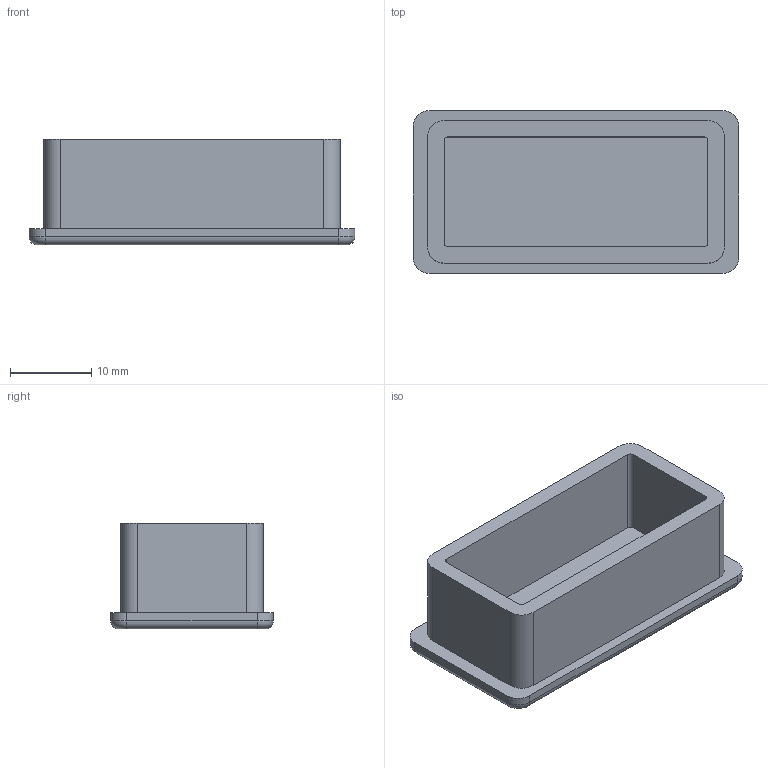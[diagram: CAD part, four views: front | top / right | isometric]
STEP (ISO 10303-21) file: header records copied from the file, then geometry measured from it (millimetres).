
FILE_DESCRIPTION (( 'STEP AP214' ), '1' );
FILE_NAME ('50491-Rectangle Plug Smooth Grey 40x20mm.STEP', '2018-12-20T00:59:38', ( '' ), ( '' ), 'SwSTEP 2.0', 'SolidWorks 2018', '' );
FILE_SCHEMA (( 'AUTOMOTIVE_DESIGN' ));
Length unit declared in the file: millimetre
Products named in the file (1): 50491-Rectangle Plug Smooth Grey 40x20mm
Bounding box: 40 x 20 x 13 mm (x, y, z)
Volume: 3727.7 mm3; surface area: 3943.4 mm2
Topology: 1 solids, 1 shells, 306 faces, 814 edges, 540 vertices
Faces by surface type: plane 179, bspline 107, cylinder 16, torus 4
Entity records: 15618 total; most frequent: CARTESIAN_POINT 8664, ORIENTED_EDGE 1628, DIRECTION 1036, EDGE_CURVE 814, LINE 564, VECTOR 564, VERTEX_POINT 540, EDGE_LOOP 336
